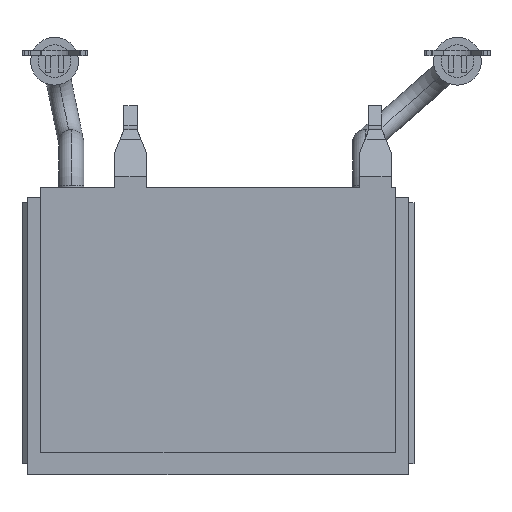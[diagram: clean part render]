
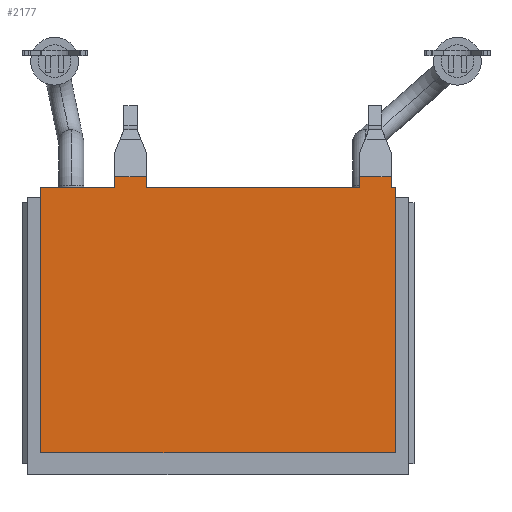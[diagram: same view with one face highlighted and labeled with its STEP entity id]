
A CAD part, front view. The second image highlights one B-rep face of the part: STEP entity #2177.
In plain terms, the highlighted planar face has unit normal (0, -1, 0).
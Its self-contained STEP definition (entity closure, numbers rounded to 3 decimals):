
#2177=ADVANCED_FACE('',(#4415),#4416,.T.);
#4415=FACE_OUTER_BOUND('',#6674,.T.);
#4416=PLANE('',#6675);
#6674=EDGE_LOOP('',(#13433,#13434,#13435,#13436,#13437,#13438,#13439,#13440,#13441,#13442,#13443,#13444));
#6675=AXIS2_PLACEMENT_3D('',#13445,#13446,#13447);
#13433=ORIENTED_EDGE('',*,*,#16368,.T.);
#13434=ORIENTED_EDGE('',*,*,#16336,.F.);
#13435=ORIENTED_EDGE('',*,*,#16321,.F.);
#13436=ORIENTED_EDGE('',*,*,#16298,.F.);
#13437=ORIENTED_EDGE('',*,*,#16369,.T.);
#13438=ORIENTED_EDGE('',*,*,#16370,.T.);
#13439=ORIENTED_EDGE('',*,*,#16371,.T.);
#13440=ORIENTED_EDGE('',*,*,#16372,.T.);
#13441=ORIENTED_EDGE('',*,*,#16373,.T.);
#13442=ORIENTED_EDGE('',*,*,#16374,.F.);
#13443=ORIENTED_EDGE('',*,*,#16375,.F.);
#13444=ORIENTED_EDGE('',*,*,#16376,.F.);
#13445=CARTESIAN_POINT('',(18.02,1.5,14.175));
#13446=DIRECTION('',(0.0,-1.0,0.0));
#13447=DIRECTION('',(0.0,0.0,1.0));
#16298=EDGE_CURVE('',#20266,#20268,#20269,.T.);
#16321=EDGE_CURVE('',#20268,#20309,#20310,.T.);
#16336=EDGE_CURVE('',#20309,#20330,#20331,.T.);
#16368=EDGE_CURVE('',#20372,#20330,#20373,.T.);
#16369=EDGE_CURVE('',#20266,#20374,#20375,.T.);
#16370=EDGE_CURVE('',#20374,#20376,#20377,.T.);
#16371=EDGE_CURVE('',#20376,#20378,#20379,.T.);
#16372=EDGE_CURVE('',#20378,#20380,#20381,.T.);
#16373=EDGE_CURVE('',#20380,#20382,#20383,.T.);
#16374=EDGE_CURVE('',#20384,#20382,#20385,.T.);
#16375=EDGE_CURVE('',#20386,#20384,#20387,.T.);
#16376=EDGE_CURVE('',#20372,#20386,#20388,.T.);
#20266=VERTEX_POINT('',#25972);
#20268=VERTEX_POINT('',#25975);
#20269=LINE('',#25976,#25977);
#20309=VERTEX_POINT('',#26035);
#20310=LINE('',#26036,#26037);
#20330=VERTEX_POINT('',#26067);
#20331=LINE('',#26068,#26069);
#20372=VERTEX_POINT('',#26127);
#20373=LINE('',#26128,#26129);
#20374=VERTEX_POINT('',#26130);
#20375=LINE('',#26131,#26132);
#20376=VERTEX_POINT('',#26133);
#20377=LINE('',#26134,#26135);
#20378=VERTEX_POINT('',#26136);
#20379=LINE('',#26137,#26138);
#20380=VERTEX_POINT('',#26139);
#20381=LINE('',#26140,#26141);
#20382=VERTEX_POINT('',#26142);
#20383=LINE('',#26143,#26144);
#20384=VERTEX_POINT('',#26145);
#20385=LINE('',#26146,#26147);
#20386=VERTEX_POINT('',#26148);
#20387=LINE('',#26149,#26150);
#20388=LINE('',#26151,#26152);
#25972=CARTESIAN_POINT('',(8.52,1.5,26.35));
#25975=CARTESIAN_POINT('',(8.52,1.5,27.4));
#25976=CARTESIAN_POINT('',(8.52,1.5,26.749));
#25977=VECTOR('',#28669,1.0);
#26035=CARTESIAN_POINT('',(11.42,1.5,27.4));
#26036=CARTESIAN_POINT('',(4.97,1.5,27.4));
#26037=VECTOR('',#28691,1.0);
#26067=CARTESIAN_POINT('',(11.42,1.5,26.35));
#26068=CARTESIAN_POINT('',(11.42,1.5,26.749));
#26069=VECTOR('',#28705,1.0);
#26127=CARTESIAN_POINT('',(31.02,1.5,26.35));
#26128=CARTESIAN_POINT('',(18.02,1.5,26.35));
#26129=VECTOR('',#28729,1.0);
#26130=CARTESIAN_POINT('',(1.72,1.5,26.35));
#26131=CARTESIAN_POINT('',(18.02,1.5,26.35));
#26132=VECTOR('',#28730,1.0);
#26133=CARTESIAN_POINT('',(1.72,1.5,2.0));
#26134=CARTESIAN_POINT('',(1.72,1.5,14.175));
#26135=VECTOR('',#28731,1.0);
#26136=CARTESIAN_POINT('',(34.32,1.5,2.0));
#26137=CARTESIAN_POINT('',(18.02,1.5,2.0));
#26138=VECTOR('',#28732,1.0);
#26139=CARTESIAN_POINT('',(34.32,1.5,26.35));
#26140=CARTESIAN_POINT('',(34.32,1.5,14.175));
#26141=VECTOR('',#28733,1.0);
#26142=CARTESIAN_POINT('',(33.92,1.5,26.35));
#26143=CARTESIAN_POINT('',(18.02,1.5,26.35));
#26144=VECTOR('',#28734,1.0);
#26145=CARTESIAN_POINT('',(33.92,1.5,27.4));
#26146=CARTESIAN_POINT('',(33.92,1.5,26.749));
#26147=VECTOR('',#28735,1.0);
#26148=CARTESIAN_POINT('',(31.02,1.5,27.4));
#26149=CARTESIAN_POINT('',(27.47,1.5,27.4));
#26150=VECTOR('',#28736,1.0);
#26151=CARTESIAN_POINT('',(31.02,1.5,26.749));
#26152=VECTOR('',#28737,1.0);
#28669=DIRECTION('',(0.0,-0.0,1.0));
#28691=DIRECTION('',(1.0,0.0,0.0));
#28705=DIRECTION('',(0.0,0.0,-1.0));
#28729=DIRECTION('',(-1.0,0.0,0.0));
#28730=DIRECTION('',(-1.0,0.0,0.0));
#28731=DIRECTION('',(0.0,0.0,-1.0));
#28732=DIRECTION('',(1.0,0.0,0.0));
#28733=DIRECTION('',(0.0,0.0,1.0));
#28734=DIRECTION('',(-1.0,0.0,0.0));
#28735=DIRECTION('',(0.0,0.0,-1.0));
#28736=DIRECTION('',(1.0,0.0,0.0));
#28737=DIRECTION('',(0.0,-0.0,1.0));
